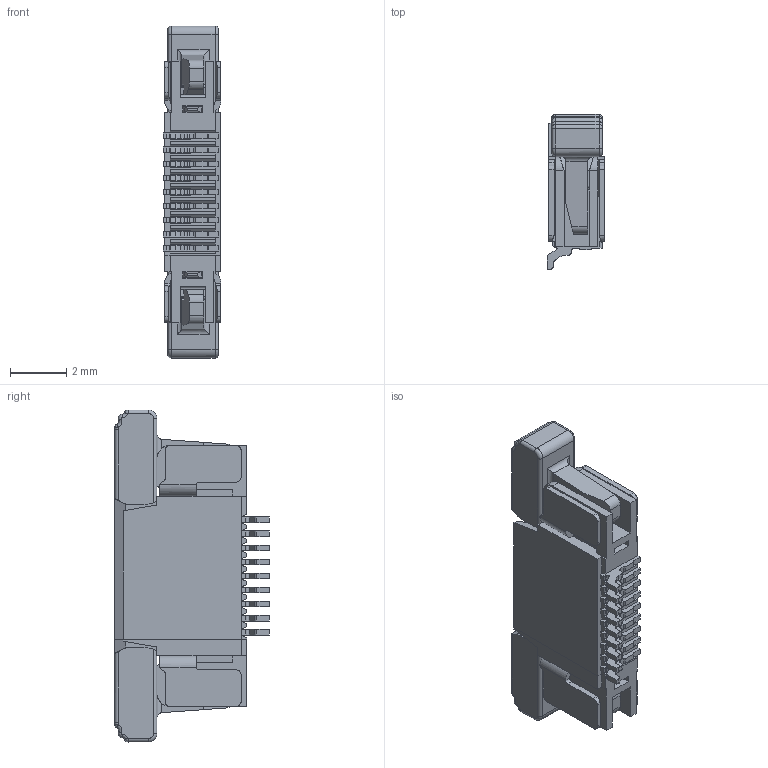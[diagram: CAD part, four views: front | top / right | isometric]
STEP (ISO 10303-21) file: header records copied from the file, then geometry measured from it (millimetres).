
FILE_DESCRIPTION(/* description */ ('STEP AP214'),/* implementation_level */ '2;1');
FILE_NAME(/* name */ '6148b1a9b60914664c4ac53f',/* time_stamp */ '2021-09-20T16:07:08+00:00',/* author */ (''),/* organization */ (''),/* preprocessor_version */ 'ST-DEVELOPER v18.1',/* originating_system */ ' ',/* authorisation */ ' ');
FILE_SCHEMA (('AUTOMOTIVE_DESIGN {1 0 10303 214 3 1 1}'));
Length unit declared in the file: metre
Products named in the file (94): F32R_20PIN
Bounding box: 2.05 x 5.5 x 11.8 mm (x, y, z)
Volume: 74 mm3; surface area: 361.8 mm2
Topology: 2 solids, 2 shells, 985 faces, 2894 edges, 2013 vertices
Faces by surface type: plane 673, cylinder 280, torus 30, sphere 2
Entity records: 35279 total; most frequent: CARTESIAN_POINT 6071, DIRECTION 5627, ORIENTED_EDGE 5596, EDGE_CURVE 2798, LINE 2213, VECTOR 2213, VERTEX_POINT 1829, AXIS2_PLACEMENT_3D 1707
